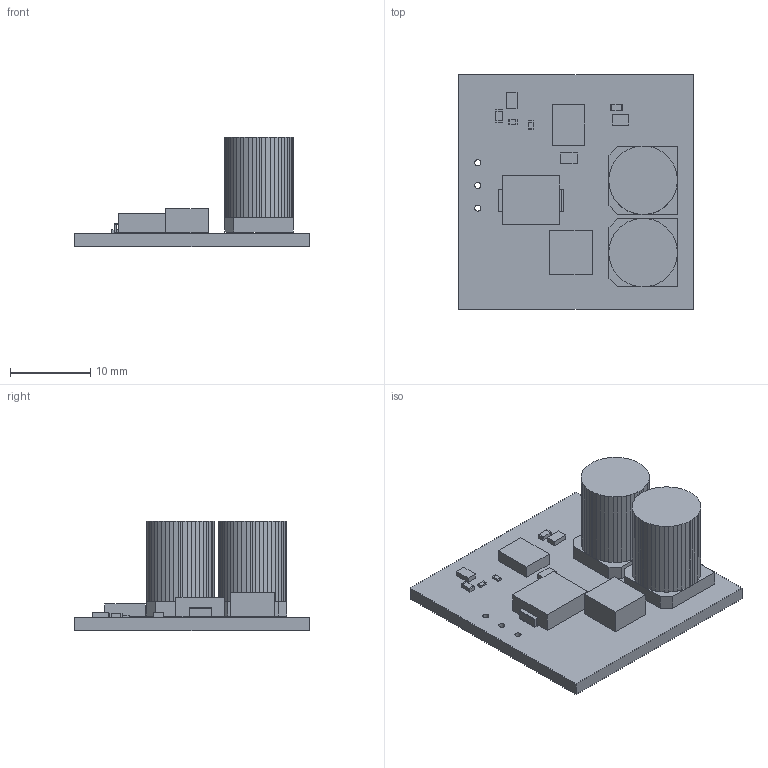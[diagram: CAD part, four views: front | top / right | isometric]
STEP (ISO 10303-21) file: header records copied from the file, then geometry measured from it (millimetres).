
FILE_DESCRIPTION(('Open CASCADE Model'),'2;1');
FILE_NAME('Open CASCADE Shape Model','2017-06-18T12:58:09',('Author'),( 'Open CASCADE'),'Open CASCADE STEP processor 6.8','Open CASCADE 6.8' ,'Unknown');
FILE_SCHEMA(('AUTOMOTIVE_DESIGN { 1 0 10303 214 1 1 1 1 }'));
Length unit declared in the file: millimetre
Products named in the file (52): PCB; Board; D1; 679491072; Extruded; 679490936; 679491208; 679491344; 679491480; L8; 776721496; U9; 776711432; R30; 776715784; R29; 679495560; 679495424; R28; 679492160; 679492024; C39; 776724080; 776724216; C38; 679492432; C37; 776718232; 679484136; C36; C35; 776723808; 776724488; C34
Assembly tree (60 placements, depth 4):
  PCB
    Board
    D1
      679491072
        Extruded
      679490936
        Extruded
      679491208  x2
        Extruded
      679491344
        Extruded
      679491480  x2
        Extruded
    L8
      776721496
        Extruded
    U9
      776711432
        Extruded
    R30
      776715784
        Extruded
    R29
      679495560
        Extruded
      679495424  x2
        Extruded
    R28
      679492160  x2
        Extruded
      679492024
        Extruded
    C39
      776724080
        Extruded
      776724216  x2
        Extruded
    C38
      679492432
        Extruded
    C37
      776718232
        Extruded
      679484136
        Extruded
    C36
      776718232
        Extruded
      679484136
        Extruded
    C35
      776723808  x2
        Extruded
      776724488
        Extruded
    C34
      679492432
        Extruded
Bounding box: 29.21 x 29.21 x 13.64 mm (x, y, z)
Volume: 3018.7 mm3; surface area: 3498.8 mm2
Topology: 29 solids, 29 shells, 333 faces, 825 edges, 550 vertices
Faces by surface type: plane 330, cylinder 3
Full cylindrical faces by diameter (mm): 0.762 x3
Entity records: 13200 total; most frequent: CARTESIAN_POINT 2069, DIRECTION 1973, LINE 1437, VECTOR 1437, ORIENTED_EDGE 966, PCURVE 966, DEFINITIONAL_REPRESENTATION 966, EDGE_CURVE 483
